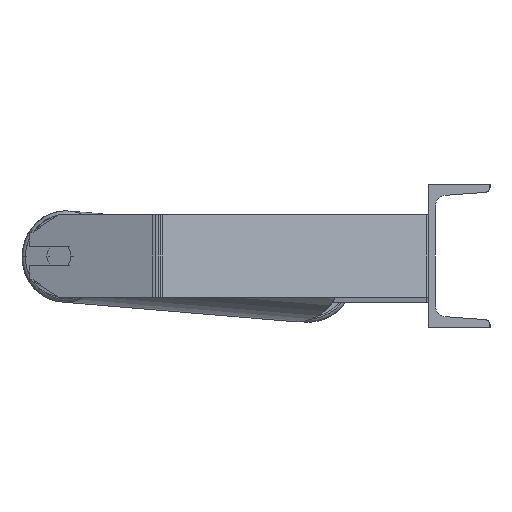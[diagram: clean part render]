
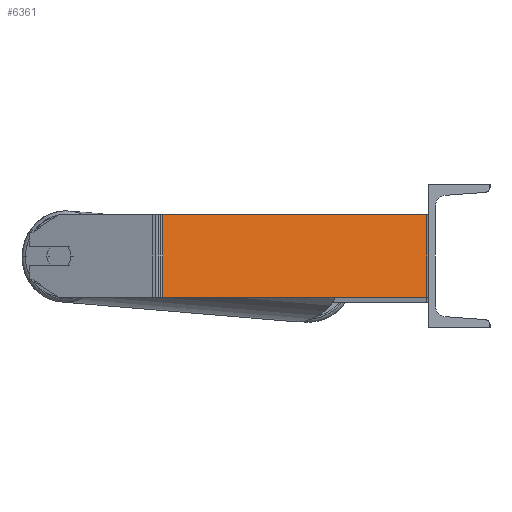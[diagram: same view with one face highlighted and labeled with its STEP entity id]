
A CAD part, left-side view. The second image highlights one B-rep face of the part: STEP entity #6361.
In plain terms, the highlighted planar face has unit normal (-0.966, -0.259, 0).
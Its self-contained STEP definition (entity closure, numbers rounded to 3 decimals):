
#289 = CARTESIAN_POINT ( 'NONE',  ( -1055.456, 262.947, 40. ) ) ;
#460 = AXIS2_PLACEMENT_3D ( 'NONE', #4399, #875, #2734 ) ;
#505 = DIRECTION ( 'NONE',  ( 0.259, -0.966, 0. ) ) ;
#522 = LINE ( 'NONE', #8836, #5787 ) ;
#777 = VERTEX_POINT ( 'NONE', #6810 ) ;
#875 = DIRECTION ( 'NONE',  ( 0.966, 0.259, 0. ) ) ;
#903 = EDGE_CURVE ( 'NONE', #4591, #777, #5900, .T. ) ;
#1171 = DIRECTION ( 'NONE',  ( 0., 0., -1. ) ) ;
#1237 = VECTOR ( 'NONE', #3139, 1000. ) ;
#1376 = VECTOR ( 'NONE', #5200, 1000. ) ;
#1614 = CARTESIAN_POINT ( 'NONE',  ( -985., 0., 40. ) ) ;
#2464 = CARTESIAN_POINT ( 'NONE',  ( -1055.456, 262.947, -40. ) ) ;
#2734 = DIRECTION ( 'NONE',  ( -0.259, 0.966, 0. ) ) ;
#3139 = DIRECTION ( 'NONE',  ( 0.259, -0.966, 0. ) ) ;
#3359 = ORIENTED_EDGE ( 'NONE', *, *, #903, .T. ) ;
#3528 = CARTESIAN_POINT ( 'NONE',  ( -1054.151, 258.074, 40. ) ) ;
#3816 = ORIENTED_EDGE ( 'NONE', *, *, #8535, .F. ) ;
#3825 = LINE ( 'NONE', #289, #1237 ) ;
#3832 = ORIENTED_EDGE ( 'NONE', *, *, #8501, .F. ) ;
#3869 = EDGE_CURVE ( 'NONE', #8059, #4591, #522, .T. ) ;
#4378 = ORIENTED_EDGE ( 'NONE', *, *, #3869, .T. ) ;
#4399 = CARTESIAN_POINT ( 'NONE',  ( -1055.456, 262.947, 40. ) ) ;
#4555 = CARTESIAN_POINT ( 'NONE',  ( -1054.151, 258.074, -40. ) ) ;
#4591 = VERTEX_POINT ( 'NONE', #4555 ) ;
#5200 = DIRECTION ( 'NONE',  ( 0., 0., -1. ) ) ;
#5323 = EDGE_LOOP ( 'NONE', ( #3359, #3832, #3816, #4378 ) ) ;
#5787 = VECTOR ( 'NONE', #1171, 1000. ) ;
#5900 = LINE ( 'NONE', #2464, #8691 ) ;
#6361 = ADVANCED_FACE ( 'NONE', ( #8613 ), #7186, .F. ) ;
#6810 = CARTESIAN_POINT ( 'NONE',  ( -985., 0., -40. ) ) ;
#7186 = PLANE ( 'NONE',  #460 ) ;
#7247 = VERTEX_POINT ( 'NONE', #1614 ) ;
#7744 = LINE ( 'NONE', #8479, #1376 ) ;
#8059 = VERTEX_POINT ( 'NONE', #3528 ) ;
#8479 = CARTESIAN_POINT ( 'NONE',  ( -985., 0., 40. ) ) ;
#8501 = EDGE_CURVE ( 'NONE', #7247, #777, #7744, .T. ) ;
#8535 = EDGE_CURVE ( 'NONE', #8059, #7247, #3825, .T. ) ;
#8613 = FACE_OUTER_BOUND ( 'NONE', #5323, .T. ) ;
#8691 = VECTOR ( 'NONE', #505, 1000. ) ;
#8836 = CARTESIAN_POINT ( 'NONE',  ( -1054.151, 258.074, 40. ) ) ;
